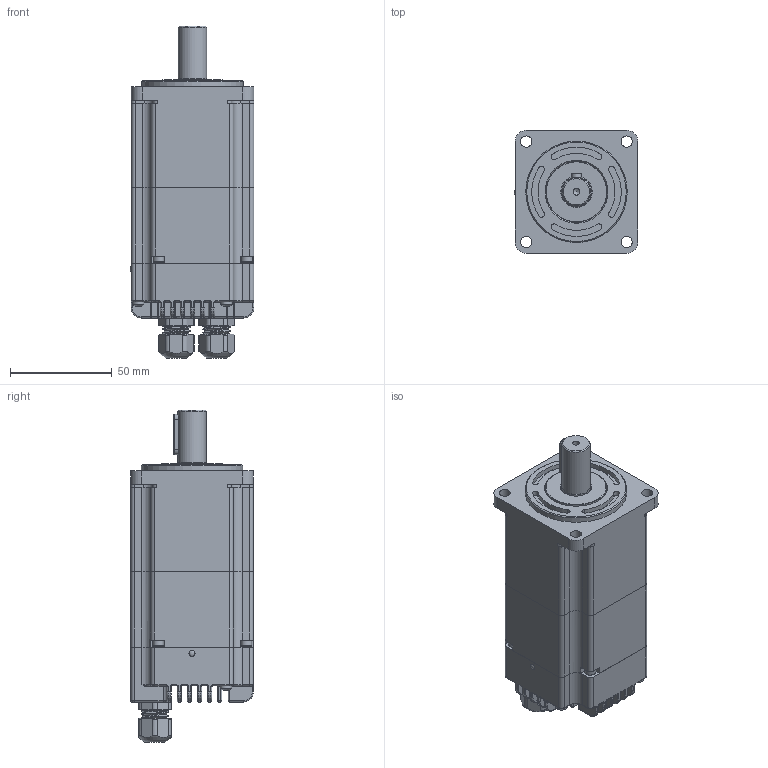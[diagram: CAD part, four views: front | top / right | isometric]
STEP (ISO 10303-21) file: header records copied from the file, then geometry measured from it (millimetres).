
FILE_DESCRIPTION (( 'STEP AP203' ), '1' );
FILE_NAME ('ZMD60AIS114-24-C00630-B1-5-1C-Z.STEP', '2025-03-13T07:08:08', ( '¼¼Êõ03' ), ( 'HP Inc.' ), 'SwSTEP 2.0', 'SolidWorks 2020', '' );
FILE_SCHEMA (( 'CONFIG_CONTROL_DESIGN' ));
Products named in the file (1): ZMD60AIS114-24-C00630-B1-5-1C-Z
Bounding box: 60.99 x 60.5 x 163.5 mm (x, y, z)
Volume: 154256.4 mm3; surface area: 92871.5 mm2
Topology: 17 solids, 17 shells, 1924 faces, 4817 edges, 2896 vertices
Faces by surface type: plane 715, cylinder 677, torus 210, bspline 128, sphere 107, cone 87
Full cylindrical faces by diameter (mm): 2.5 x20, 2.598 x4, 3 x10, 3.3 x1, 3.4 x4, 3.6 x4, 5.5 x8, 5.6 x4, 6 x1, 9.371 x2, 9.543 x2, 10 x1, 10.5 x2, 12 x1, 14 x1, 14.1 x1, 14.2 x1, 15 x2, 17 x1, 19 x1, 20 x1, 22 x1, 26 x1, 30 x2, 35 x1, 50 x1, 56.5 x1, 57.8 x1, 58.3 x2
Entity records: 67549 total; most frequent: CARTESIAN_POINT 23346, DIRECTION 9260, ORIENTED_EDGE 8996, EDGE_CURVE 4498, AXIS2_PLACEMENT_3D 3426, VERTEX_POINT 2828, VECTOR 2408, LINE 2408
